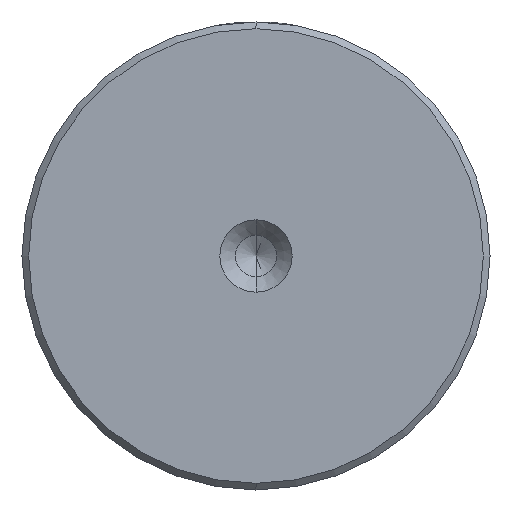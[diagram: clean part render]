
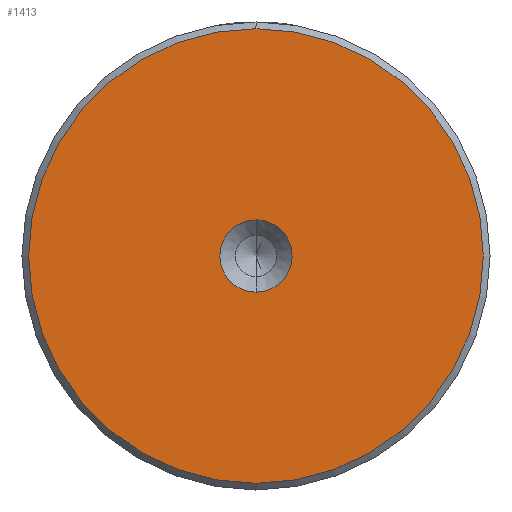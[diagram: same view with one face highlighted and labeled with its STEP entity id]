
A CAD part, left-side view. The second image highlights one B-rep face of the part: STEP entity #1413.
In plain terms, the highlighted planar face has unit normal (-1, 0, 0).
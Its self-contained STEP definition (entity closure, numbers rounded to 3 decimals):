
#36 = CARTESIAN_POINT ( 'NONE',  ( 0., 0., 0. ) ) ;
#39 = EDGE_LOOP ( 'NONE', ( #733, #1838 ) ) ;
#67 = DIRECTION ( 'NONE',  ( -1., 0., 0. ) ) ;
#215 = DIRECTION ( 'NONE',  ( 0., 0., 1. ) ) ;
#216 = DIRECTION ( 'NONE',  ( 0., 0., 1. ) ) ;
#239 = AXIS2_PLACEMENT_3D ( 'NONE', #1147, #67, #1332 ) ;
#282 = CIRCLE ( 'NONE', #1733, 17. ) ;
#297 = DIRECTION ( 'NONE',  ( -1., 0., 0. ) ) ;
#298 = FACE_OUTER_BOUND ( 'NONE', #39, .T. ) ;
#306 = CARTESIAN_POINT ( 'NONE',  ( 0., 0., 0. ) ) ;
#412 = CIRCLE ( 'NONE', #851, 2.7 ) ;
#419 = CIRCLE ( 'NONE', #642, 2.7 ) ;
#437 = DIRECTION ( 'NONE',  ( -1., 0., 0. ) ) ;
#642 = AXIS2_PLACEMENT_3D ( 'NONE', #36, #1302, #216 ) ;
#659 = VERTEX_POINT ( 'NONE', #2264 ) ;
#733 = ORIENTED_EDGE ( 'NONE', *, *, #807, .T. ) ;
#772 = FACE_BOUND ( 'NONE', #1234, .T. ) ;
#807 = EDGE_CURVE ( 'NONE', #973, #911, #282, .T. ) ;
#851 = AXIS2_PLACEMENT_3D ( 'NONE', #1520, #437, #1682 ) ;
#891 = PLANE ( 'NONE',  #2054 ) ;
#911 = VERTEX_POINT ( 'NONE', #2147 ) ;
#973 = VERTEX_POINT ( 'NONE', #2046 ) ;
#981 = CIRCLE ( 'NONE', #239, 17. ) ;
#1034 = ORIENTED_EDGE ( 'NONE', *, *, #1323, .F. ) ;
#1147 = CARTESIAN_POINT ( 'NONE',  ( 0., 0., 0. ) ) ;
#1234 = EDGE_LOOP ( 'NONE', ( #1034, #2186 ) ) ;
#1302 = DIRECTION ( 'NONE',  ( -1., 0., 0. ) ) ;
#1323 = EDGE_CURVE ( 'NONE', #1798, #659, #412, .T. ) ;
#1332 = DIRECTION ( 'NONE',  ( 0., 0., 1. ) ) ;
#1413 = ADVANCED_FACE ( 'NONE', ( #298, #772 ), #891, .T. ) ;
#1437 = DIRECTION ( 'NONE',  ( -1., 0., 0. ) ) ;
#1520 = CARTESIAN_POINT ( 'NONE',  ( 0., 0., 0. ) ) ;
#1621 = CARTESIAN_POINT ( 'NONE',  ( 0., 0., 2.7 ) ) ;
#1682 = DIRECTION ( 'NONE',  ( 0., 0., 1. ) ) ;
#1733 = AXIS2_PLACEMENT_3D ( 'NONE', #306, #297, #215 ) ;
#1776 = CARTESIAN_POINT ( 'NONE',  ( 0., 0., 0. ) ) ;
#1798 = VERTEX_POINT ( 'NONE', #1621 ) ;
#1832 = EDGE_CURVE ( 'NONE', #659, #1798, #419, .T. ) ;
#1838 = ORIENTED_EDGE ( 'NONE', *, *, #2071, .T. ) ;
#2046 = CARTESIAN_POINT ( 'NONE',  ( 0., 0., -17. ) ) ;
#2054 = AXIS2_PLACEMENT_3D ( 'NONE', #1776, #1437, #2133 ) ;
#2071 = EDGE_CURVE ( 'NONE', #911, #973, #981, .T. ) ;
#2133 = DIRECTION ( 'NONE',  ( 0., 0., 1. ) ) ;
#2147 = CARTESIAN_POINT ( 'NONE',  ( 0., 0., 17. ) ) ;
#2186 = ORIENTED_EDGE ( 'NONE', *, *, #1832, .F. ) ;
#2264 = CARTESIAN_POINT ( 'NONE',  ( 0., 0., -2.7 ) ) ;
